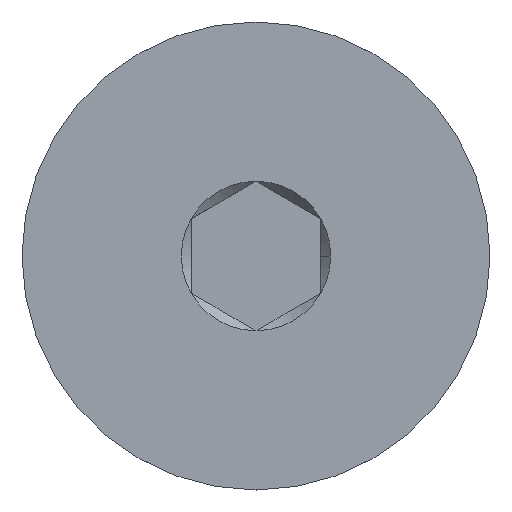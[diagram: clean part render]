
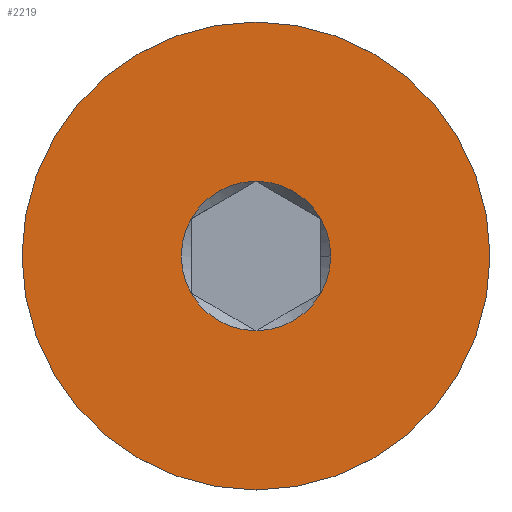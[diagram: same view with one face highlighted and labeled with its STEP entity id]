
A CAD part, top view. The second image highlights one B-rep face of the part: STEP entity #2219.
In plain terms, the highlighted planar face has unit normal (0, 0, 1).
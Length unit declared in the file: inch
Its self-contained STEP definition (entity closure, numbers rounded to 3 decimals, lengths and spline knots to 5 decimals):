
#4 = EDGE_LOOP ( 'NONE', ( #1841, #465 ) ) ;
#19 = DIRECTION ( 'NONE',  ( 1., 0., 0. ) ) ;
#52 = ORIENTED_EDGE ( 'NONE', *, *, #367, .F. ) ;
#117 = CIRCLE ( 'NONE', #2924, 0.113 ) ;
#237 = DIRECTION ( 'NONE',  ( 0., 0., -1. ) ) ;
#272 = CIRCLE ( 'NONE', #3006, 0.03608 ) ;
#283 = EDGE_CURVE ( 'NONE', #2814, #428, #3667, .T. ) ;
#312 = DIRECTION ( 'NONE',  ( 0., 0., 1. ) ) ;
#367 = EDGE_CURVE ( 'NONE', #480, #3085, #2895, .T. ) ;
#369 = VERTEX_POINT ( 'NONE', #764 ) ;
#411 = CARTESIAN_POINT ( 'NONE',  ( 0., -0.03608, 0.1875 ) ) ;
#428 = VERTEX_POINT ( 'NONE', #2838 ) ;
#448 = EDGE_CURVE ( 'NONE', #2187, #369, #3494, .T. ) ;
#465 = ORIENTED_EDGE ( 'NONE', *, *, #448, .F. ) ;
#480 = VERTEX_POINT ( 'NONE', #2051 ) ;
#622 = EDGE_CURVE ( 'NONE', #1664, #1718, #3814, .T. ) ;
#638 = FACE_BOUND ( 'NONE', #3037, .T. ) ;
#657 = DIRECTION ( 'NONE',  ( 1., 0., 0. ) ) ;
#685 = AXIS2_PLACEMENT_3D ( 'NONE', #3513, #3565, #3845 ) ;
#701 = ORIENTED_EDGE ( 'NONE', *, *, #2325, .F. ) ;
#764 = CARTESIAN_POINT ( 'NONE',  ( 0., 0.113, 0.1875 ) ) ;
#847 = CARTESIAN_POINT ( 'NONE',  ( 0., 0., 0.1875 ) ) ;
#851 = DIRECTION ( 'NONE',  ( 1., 0., 0. ) ) ;
#874 = ORIENTED_EDGE ( 'NONE', *, *, #622, .F. ) ;
#886 = DIRECTION ( 'NONE',  ( 0., 0., 1. ) ) ;
#1020 = ORIENTED_EDGE ( 'NONE', *, *, #283, .F. ) ;
#1057 = CIRCLE ( 'NONE', #685, 0.03608 ) ;
#1092 = CARTESIAN_POINT ( 'NONE',  ( 0., 0., 0.1875 ) ) ;
#1214 = DIRECTION ( 'NONE',  ( 0., 0., -1. ) ) ;
#1225 = AXIS2_PLACEMENT_3D ( 'NONE', #1092, #3184, #3735 ) ;
#1254 = AXIS2_PLACEMENT_3D ( 'NONE', #1727, #3509, #3812 ) ;
#1338 = FACE_OUTER_BOUND ( 'NONE', #4, .T. ) ;
#1638 = CARTESIAN_POINT ( 'NONE',  ( 0.03125, -0.01804, 0.1875 ) ) ;
#1664 = VERTEX_POINT ( 'NONE', #411 ) ;
#1715 = DIRECTION ( 'NONE',  ( 0., 1., 0. ) ) ;
#1718 = VERTEX_POINT ( 'NONE', #1638 ) ;
#1720 = PLANE ( 'NONE',  #1840 ) ;
#1727 = CARTESIAN_POINT ( 'NONE',  ( 0., 0., 0.1875 ) ) ;
#1757 = CIRCLE ( 'NONE', #2149, 0.03608 ) ;
#1804 = DIRECTION ( 'NONE',  ( 0., 0., 1. ) ) ;
#1840 = AXIS2_PLACEMENT_3D ( 'NONE', #3186, #2605, #2621 ) ;
#1841 = ORIENTED_EDGE ( 'NONE', *, *, #2486, .F. ) ;
#1917 = EDGE_CURVE ( 'NONE', #3085, #2814, #3156, .T. ) ;
#2051 = CARTESIAN_POINT ( 'NONE',  ( 0.03125, 0.01804, 0.1875 ) ) ;
#2065 = ORIENTED_EDGE ( 'NONE', *, *, #2602, .F. ) ;
#2105 = CARTESIAN_POINT ( 'NONE',  ( 0., 0., 0.1875 ) ) ;
#2115 = CARTESIAN_POINT ( 'NONE',  ( 0., 0., 0.1875 ) ) ;
#2149 = AXIS2_PLACEMENT_3D ( 'NONE', #2759, #1804, #657 ) ;
#2187 = VERTEX_POINT ( 'NONE', #2408 ) ;
#2195 = ORIENTED_EDGE ( 'NONE', *, *, #3275, .F. ) ;
#2219 = ADVANCED_FACE ( 'NONE', ( #638, #1338 ), #1720, .T. ) ;
#2325 = EDGE_CURVE ( 'NONE', #1718, #3406, #272, .T. ) ;
#2403 = AXIS2_PLACEMENT_3D ( 'NONE', #847, #237, #1715 ) ;
#2408 = CARTESIAN_POINT ( 'NONE',  ( 0., -0.113, 0.1875 ) ) ;
#2424 = AXIS2_PLACEMENT_3D ( 'NONE', #2115, #886, #19 ) ;
#2486 = EDGE_CURVE ( 'NONE', #369, #2187, #117, .T. ) ;
#2588 = DIRECTION ( 'NONE',  ( 1., 0., 0. ) ) ;
#2602 = EDGE_CURVE ( 'NONE', #3406, #480, #1757, .T. ) ;
#2605 = DIRECTION ( 'NONE',  ( 0., 0., 1. ) ) ;
#2621 = DIRECTION ( 'NONE',  ( 0., -1., 0. ) ) ;
#2679 = CARTESIAN_POINT ( 'NONE',  ( 0., 0., 0.1875 ) ) ;
#2710 = CARTESIAN_POINT ( 'NONE',  ( -0.03125, 0.01804, 0.1875 ) ) ;
#2746 = DIRECTION ( 'NONE',  ( 0., 1., 0. ) ) ;
#2759 = CARTESIAN_POINT ( 'NONE',  ( 0., 0., 0.1875 ) ) ;
#2814 = VERTEX_POINT ( 'NONE', #2710 ) ;
#2838 = CARTESIAN_POINT ( 'NONE',  ( -0.03125, -0.01804, 0.1875 ) ) ;
#2886 = AXIS2_PLACEMENT_3D ( 'NONE', #3778, #3482, #2588 ) ;
#2895 = CIRCLE ( 'NONE', #2886, 0.03608 ) ;
#2924 = AXIS2_PLACEMENT_3D ( 'NONE', #2105, #1214, #2746 ) ;
#3006 = AXIS2_PLACEMENT_3D ( 'NONE', #2679, #312, #851 ) ;
#3037 = EDGE_LOOP ( 'NONE', ( #52, #2065, #701, #874, #2195, #1020, #3632 ) ) ;
#3085 = VERTEX_POINT ( 'NONE', #3472 ) ;
#3156 = CIRCLE ( 'NONE', #1254, 0.03608 ) ;
#3184 = DIRECTION ( 'NONE',  ( 0., 0., 1. ) ) ;
#3186 = CARTESIAN_POINT ( 'NONE',  ( 0., 0., 0.1875 ) ) ;
#3275 = EDGE_CURVE ( 'NONE', #428, #1664, #1057, .T. ) ;
#3406 = VERTEX_POINT ( 'NONE', #3575 ) ;
#3472 = CARTESIAN_POINT ( 'NONE',  ( 0., 0.03608, 0.1875 ) ) ;
#3482 = DIRECTION ( 'NONE',  ( 0., 0., 1. ) ) ;
#3494 = CIRCLE ( 'NONE', #2403, 0.113 ) ;
#3509 = DIRECTION ( 'NONE',  ( 0., 0., 1. ) ) ;
#3513 = CARTESIAN_POINT ( 'NONE',  ( 0., 0., 0.1875 ) ) ;
#3565 = DIRECTION ( 'NONE',  ( 0., 0., 1. ) ) ;
#3575 = CARTESIAN_POINT ( 'NONE',  ( 0.03608, 0., 0.1875 ) ) ;
#3632 = ORIENTED_EDGE ( 'NONE', *, *, #1917, .F. ) ;
#3667 = CIRCLE ( 'NONE', #1225, 0.03608 ) ;
#3735 = DIRECTION ( 'NONE',  ( 1., 0., 0. ) ) ;
#3778 = CARTESIAN_POINT ( 'NONE',  ( 0., 0., 0.1875 ) ) ;
#3812 = DIRECTION ( 'NONE',  ( 1., 0., 0. ) ) ;
#3814 = CIRCLE ( 'NONE', #2424, 0.03608 ) ;
#3845 = DIRECTION ( 'NONE',  ( 1., 0., 0. ) ) ;
